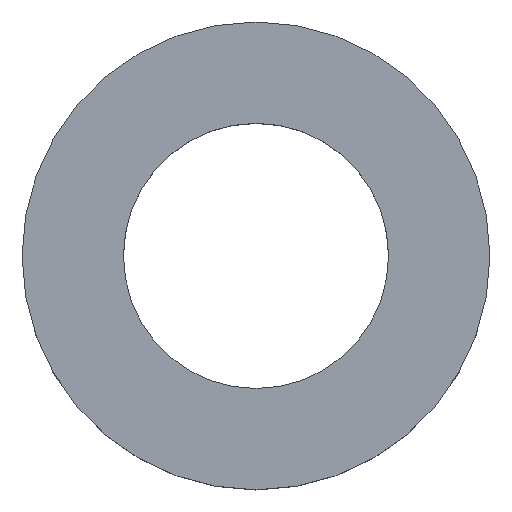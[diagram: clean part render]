
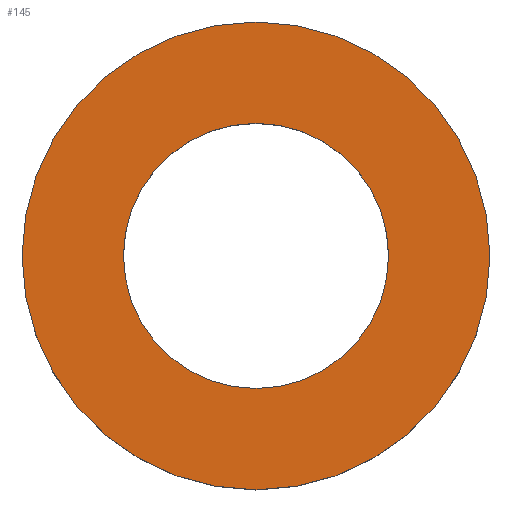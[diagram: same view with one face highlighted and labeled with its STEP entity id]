
A CAD part, top view. The second image highlights one B-rep face of the part: STEP entity #145.
In plain terms, the highlighted planar face has unit normal (0, 0, 1).
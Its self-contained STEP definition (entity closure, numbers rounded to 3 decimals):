
#10 = DIRECTION ( 'NONE',  ( 1., 0., 0. ) ) ;
#11 = CARTESIAN_POINT ( 'NONE',  ( 15., 0., 6. ) ) ;
#23 = CARTESIAN_POINT ( 'NONE',  ( 8.5, 0., 6. ) ) ;
#24 = AXIS2_PLACEMENT_3D ( 'NONE', #174, #35, #173 ) ;
#26 = ORIENTED_EDGE ( 'NONE', *, *, #133, .F. ) ;
#27 = CIRCLE ( 'NONE', #177, 15. ) ;
#32 = ORIENTED_EDGE ( 'NONE', *, *, #167, .F. ) ;
#35 = DIRECTION ( 'NONE',  ( 0., 0., 1. ) ) ;
#40 = DIRECTION ( 'NONE',  ( 0., 0., 1. ) ) ;
#49 = AXIS2_PLACEMENT_3D ( 'NONE', #86, #53, #171 ) ;
#53 = DIRECTION ( 'NONE',  ( 0., 0., 1. ) ) ;
#69 = AXIS2_PLACEMENT_3D ( 'NONE', #107, #200, #131 ) ;
#77 = VERTEX_POINT ( 'NONE', #23 ) ;
#78 = CIRCLE ( 'NONE', #92, 15. ) ;
#82 = CIRCLE ( 'NONE', #69, 8.5 ) ;
#86 = CARTESIAN_POINT ( 'NONE',  ( 0., 0., 6. ) ) ;
#88 = EDGE_LOOP ( 'NONE', ( #26, #32 ) ) ;
#92 = AXIS2_PLACEMENT_3D ( 'NONE', #103, #115, #10 ) ;
#97 = CIRCLE ( 'NONE', #24, 8.5 ) ;
#99 = PLANE ( 'NONE',  #49 ) ;
#103 = CARTESIAN_POINT ( 'NONE',  ( 0., 0., 6. ) ) ;
#105 = ORIENTED_EDGE ( 'NONE', *, *, #140, .T. ) ;
#107 = CARTESIAN_POINT ( 'NONE',  ( 0., 0., 6. ) ) ;
#115 = DIRECTION ( 'NONE',  ( 0., 0., 1. ) ) ;
#120 = FACE_OUTER_BOUND ( 'NONE', #186, .T. ) ;
#128 = VERTEX_POINT ( 'NONE', #141 ) ;
#131 = DIRECTION ( 'NONE',  ( 1., 0., 0. ) ) ;
#133 = EDGE_CURVE ( 'NONE', #166, #77, #97, .T. ) ;
#136 = DIRECTION ( 'NONE',  ( 1., 0., 0. ) ) ;
#140 = EDGE_CURVE ( 'NONE', #199, #128, #78, .T. ) ;
#141 = CARTESIAN_POINT ( 'NONE',  ( -15., 0., 6. ) ) ;
#145 = ADVANCED_FACE ( 'NONE', ( #120, #187 ), #99, .T. ) ;
#159 = CARTESIAN_POINT ( 'NONE',  ( 0., 0., 6. ) ) ;
#166 = VERTEX_POINT ( 'NONE', #181 ) ;
#167 = EDGE_CURVE ( 'NONE', #77, #166, #82, .T. ) ;
#171 = DIRECTION ( 'NONE',  ( 1., 0., 0. ) ) ;
#173 = DIRECTION ( 'NONE',  ( 1., 0., 0. ) ) ;
#174 = CARTESIAN_POINT ( 'NONE',  ( 0., 0., 6. ) ) ;
#177 = AXIS2_PLACEMENT_3D ( 'NONE', #159, #40, #136 ) ;
#181 = CARTESIAN_POINT ( 'NONE',  ( -8.5, 0., 6. ) ) ;
#186 = EDGE_LOOP ( 'NONE', ( #195, #105 ) ) ;
#187 = FACE_BOUND ( 'NONE', #88, .T. ) ;
#195 = ORIENTED_EDGE ( 'NONE', *, *, #212, .T. ) ;
#199 = VERTEX_POINT ( 'NONE', #11 ) ;
#200 = DIRECTION ( 'NONE',  ( 0., 0., 1. ) ) ;
#212 = EDGE_CURVE ( 'NONE', #128, #199, #27, .T. ) ;
